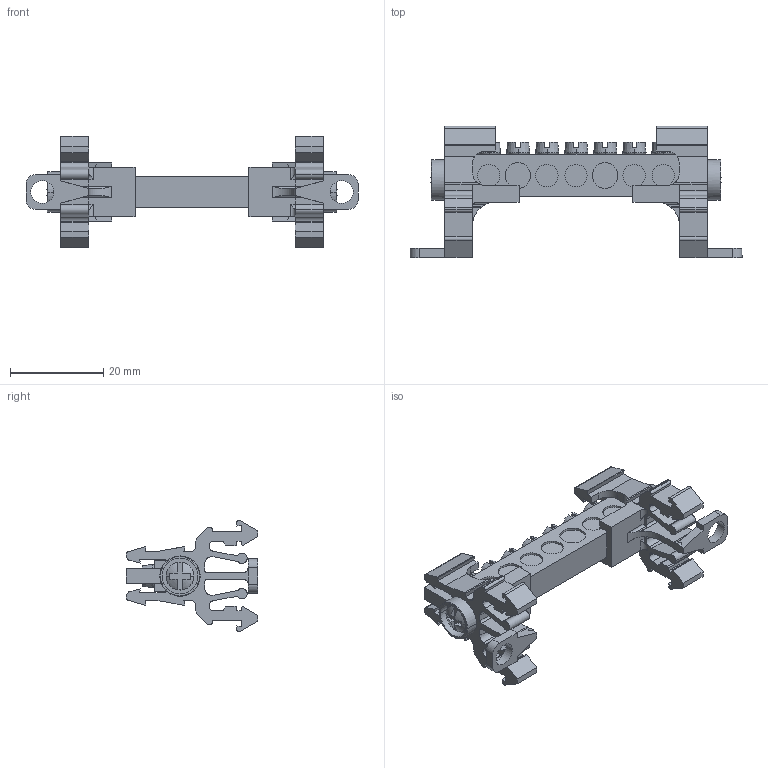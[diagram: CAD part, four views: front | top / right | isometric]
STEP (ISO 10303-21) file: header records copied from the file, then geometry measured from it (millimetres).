
FILE_DESCRIPTION (( 'STEP AP203' ), '1' );
FILE_NAME ('6,5x9 Tek Kutuplu Daðýtýcý Ünite - 7 Delikli - Kapaksýz.STEP', '2018-12-04T12:49:46', ( '' ), ( '' ), 'SwSTEP 2.0', 'SolidWorks 2011', '' );
FILE_SCHEMA (( 'CONFIG_CONTROL_DESIGN' ));
Length unit declared in the file: millimetre
Products named in the file (1): 6,5x9 Tek Kutuplu Daðýtýcý Ünite - 7 Delikli - Kapaksýz
Bounding box: 71.38 x 28.2 x 24 mm (x, y, z)
Volume: 7167.7 mm3; surface area: 7301.7 mm2
Topology: 1 solids, 1 shells, 625 faces, 1765 edges, 1169 vertices
Faces by surface type: plane 359, cylinder 196, bspline 30, torus 26, cone 14
Entity records: 21214 total; most frequent: CARTESIAN_POINT 4904, ORIENTED_EDGE 3530, DIRECTION 3271, EDGE_CURVE 1765, VERTEX_POINT 1169, VECTOR 1103, LINE 1103, AXIS2_PLACEMENT_3D 1084
